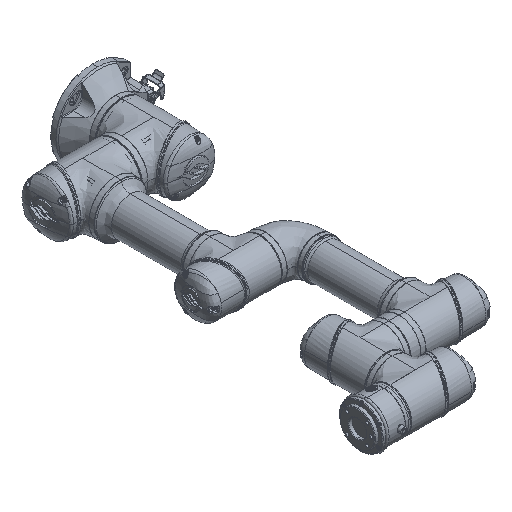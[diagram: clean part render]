
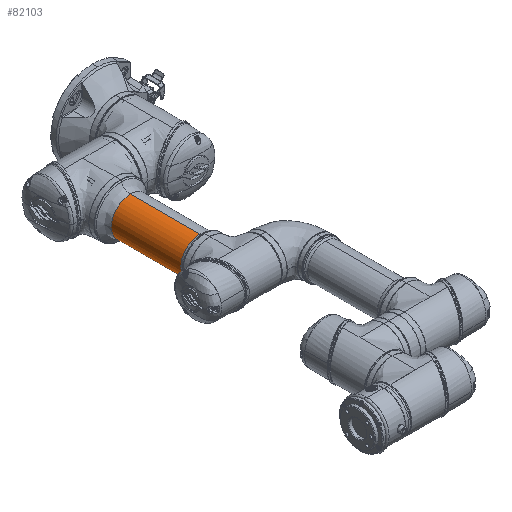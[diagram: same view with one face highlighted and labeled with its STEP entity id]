
A CAD part, isometric view. The second image highlights one B-rep face of the part: STEP entity #82103.
In plain terms, the highlighted cylindrical face has radius 34 mm (diameter 68 mm), a partial arc.
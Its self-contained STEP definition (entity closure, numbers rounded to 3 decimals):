
#10193 = CARTESIAN_POINT ( 'NONE',  ( -34., -68.6, 62.303 ) ) ;
#13111 = EDGE_CURVE ( 'NONE', #101805, #235086, #148025, .T. ) ;
#13862 = VECTOR ( 'NONE', #129894, 1000. ) ;
#24274 = VERTEX_POINT ( 'NONE', #108094 ) ;
#38828 = LINE ( 'NONE', #10193, #163712 ) ;
#45794 = ORIENTED_EDGE ( 'NONE', *, *, #13111, .T. ) ;
#54753 = EDGE_CURVE ( 'NONE', #111281, #24274, #89364, .T. ) ;
#63276 = CARTESIAN_POINT ( 'NONE',  ( 0., -68.6, -84.99 ) ) ;
#71072 = FACE_OUTER_BOUND ( 'NONE', #117616, .T. ) ;
#74738 = DIRECTION ( 'NONE',  ( 1., 0., 0. ) ) ;
#76267 = AXIS2_PLACEMENT_3D ( 'NONE', #254136, #113607, #117502 ) ;
#82103 = ADVANCED_FACE ( 'NONE', ( #71072 ), #267351, .T. ) ;
#89364 = CIRCLE ( 'NONE', #208427, 34. ) ;
#98971 = DIRECTION ( 'NONE',  ( 0., 0., 1. ) ) ;
#101805 = VERTEX_POINT ( 'NONE', #118732 ) ;
#108094 = CARTESIAN_POINT ( 'NONE',  ( -34., -68.6, -84.99 ) ) ;
#111281 = VERTEX_POINT ( 'NONE', #286458 ) ;
#111552 = CARTESIAN_POINT ( 'NONE',  ( 34., -68.6, -209.284 ) ) ;
#113607 = DIRECTION ( 'NONE',  ( 0., 0., 1. ) ) ;
#117502 = DIRECTION ( 'NONE',  ( 1., 0., 0. ) ) ;
#117616 = EDGE_LOOP ( 'NONE', ( #242544, #45794, #277269, #209456 ) ) ;
#118732 = CARTESIAN_POINT ( 'NONE',  ( -34., -68.6, -209.284 ) ) ;
#126610 = EDGE_CURVE ( 'NONE', #235086, #111281, #224375, .T. ) ;
#129894 = DIRECTION ( 'NONE',  ( 0., 0., 1. ) ) ;
#133958 = DIRECTION ( 'NONE',  ( 1., 0., 0. ) ) ;
#145465 = CARTESIAN_POINT ( 'NONE',  ( 0., -68.6, 62.303 ) ) ;
#148025 = CIRCLE ( 'NONE', #76267, 34. ) ;
#163712 = VECTOR ( 'NONE', #98971, 1000. ) ;
#208427 = AXIS2_PLACEMENT_3D ( 'NONE', #63276, #270603, #133958 ) ;
#209456 = ORIENTED_EDGE ( 'NONE', *, *, #54753, .T. ) ;
#224375 = LINE ( 'NONE', #288480, #13862 ) ;
#225074 = EDGE_CURVE ( 'NONE', #101805, #24274, #38828, .T. ) ;
#235086 = VERTEX_POINT ( 'NONE', #111552 ) ;
#242544 = ORIENTED_EDGE ( 'NONE', *, *, #225074, .F. ) ;
#245672 = AXIS2_PLACEMENT_3D ( 'NONE', #145465, #261166, #74738 ) ;
#254136 = CARTESIAN_POINT ( 'NONE',  ( 0., -68.6, -209.284 ) ) ;
#261166 = DIRECTION ( 'NONE',  ( 0., 0., 1. ) ) ;
#267351 = CYLINDRICAL_SURFACE ( 'NONE', #245672, 34. ) ;
#270603 = DIRECTION ( 'NONE',  ( 0., 0., -1. ) ) ;
#277269 = ORIENTED_EDGE ( 'NONE', *, *, #126610, .T. ) ;
#286458 = CARTESIAN_POINT ( 'NONE',  ( 34., -68.6, -84.99 ) ) ;
#288480 = CARTESIAN_POINT ( 'NONE',  ( 34., -68.6, 62.303 ) ) ;
